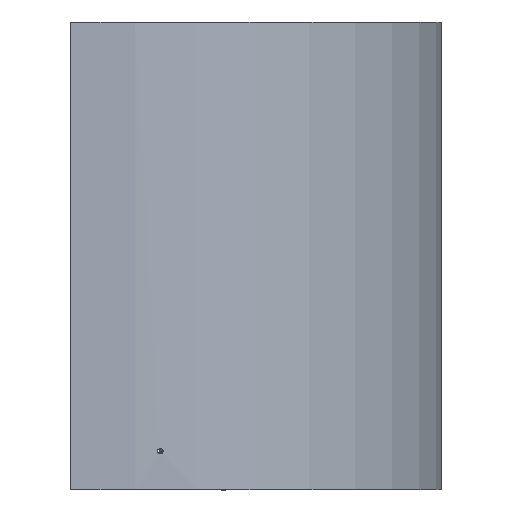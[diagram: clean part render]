
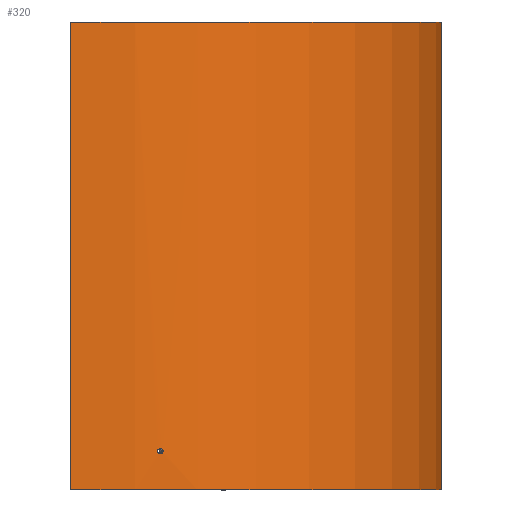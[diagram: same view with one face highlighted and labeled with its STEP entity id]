
A CAD part, front view. The second image highlights one B-rep face of the part: STEP entity #320.
In plain terms, the highlighted cylindrical face has radius 334 mm (diameter 668 mm), a partial arc.
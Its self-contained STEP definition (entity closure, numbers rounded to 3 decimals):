
#12 = ORIENTED_EDGE ( 'NONE', *, *, #272, .T. ) ;
#13 = ORIENTED_EDGE ( 'NONE', *, *, #284, .T. ) ;
#18 = ORIENTED_EDGE ( 'NONE', *, *, #286, .T. ) ;
#19 = ORIENTED_EDGE ( 'NONE', *, *, #282, .T. ) ;
#30 = VERTEX_POINT ( 'NONE', #913 ) ;
#32 = VERTEX_POINT ( 'NONE', #889 ) ;
#33 = VERTEX_POINT ( 'NONE', #897 ) ;
#40 = VERTEX_POINT ( 'NONE', #866 ) ;
#69 = ORIENTED_EDGE ( 'NONE', *, *, #283, .T. ) ;
#81 = ORIENTED_EDGE ( 'NONE', *, *, #285, .T. ) ;
#92 = AXIS2_PLACEMENT_3D ( 'NONE', #225, #222, #226 ) ;
#105 = AXIS2_PLACEMENT_3D ( 'NONE', #660, #659, #658 ) ;
#106 = AXIS2_PLACEMENT_3D ( 'NONE', #666, #665, #663 ) ;
#117 = B_SPLINE_CURVE_WITH_KNOTS ( 'NONE', 3,
 ( #804, #805, #843, #803, #802, #801, #800, #798, #797, #796, #794, #793, #792, #790, #789, #788, #787, #786, #785, #784, #783, #782 ),
 .UNSPECIFIED., .F., .F.,
 ( 4, 2, 2, 2, 2, 2, 2, 2, 2, 2, 4 ),
 ( 0.5, 0.562, 0.594, 0.625, 0.656, 0.687, 0.75, 0.812, 0.875, 0.938, 1. ),
 .UNSPECIFIED. ) ;
#125 = B_SPLINE_CURVE_WITH_KNOTS ( 'NONE', 3,
 ( #698, #697, #690, #689, #688, #686, #685, #684, #683, #682, #681, #680, #679, #678, #677, #676, #675, #674, #673, #672, #671, #670 ),
 .UNSPECIFIED., .F., .F.,
 ( 4, 2, 2, 2, 2, 2, 2, 2, 2, 2, 4 ),
 ( 0., 0.062, 0.094, 0.125, 0.156, 0.188, 0.25, 0.312, 0.375, 0.438, 0.5 ),
 .UNSPECIFIED. ) ;
#176 = CARTESIAN_POINT ( 'NONE',  ( -30.554, -2.115, 5.519 ) ) ;
#217 = CARTESIAN_POINT ( 'NONE',  ( -30.554, -2.115, 0.519 ) ) ;
#222 = DIRECTION ( 'NONE',  ( 0., 0., 1. ) ) ;
#225 = CARTESIAN_POINT ( 'NONE',  ( -111.212, 322., -803.618 ) ) ;
#226 = DIRECTION ( 'NONE',  ( 1., 0., 0. ) ) ;
#272 = EDGE_CURVE ( 'NONE', #464, #453, #117, .T. ) ;
#282 = EDGE_CURVE ( 'NONE', #453, #464, #125, .T. ) ;
#283 = EDGE_CURVE ( 'NONE', #40, #33, #399, .T. ) ;
#284 = EDGE_CURVE ( 'NONE', #33, #32, #403, .T. ) ;
#285 = EDGE_CURVE ( 'NONE', #32, #30, #397, .T. ) ;
#286 = EDGE_CURVE ( 'NONE', #30, #40, #395, .T. ) ;
#320 = ADVANCED_FACE ( 'NONE', ( #343, #335 ), #333, .T. ) ;
#333 = CYLINDRICAL_SURFACE ( 'NONE', #92, 334. ) ;
#335 = FACE_OUTER_BOUND ( 'NONE', #401, .T. ) ;
#343 = FACE_BOUND ( 'NONE', #455, .T. ) ;
#392 = VECTOR ( 'NONE', #669, 1000. ) ;
#395 = LINE ( 'NONE', #668, #392 ) ;
#396 = VECTOR ( 'NONE', #691, 1000. ) ;
#397 = CIRCLE ( 'NONE', #105, 334. ) ;
#399 = CIRCLE ( 'NONE', #106, 334. ) ;
#401 = EDGE_LOOP ( 'NONE', ( #69, #13, #81, #18 ) ) ;
#403 = LINE ( 'NONE', #667, #396 ) ;
#453 = VERTEX_POINT ( 'NONE', #217 ) ;
#455 = EDGE_LOOP ( 'NONE', ( #19, #12 ) ) ;
#464 = VERTEX_POINT ( 'NONE', #176 ) ;
#658 = DIRECTION ( 'NONE',  ( 0., 1., 0. ) ) ;
#659 = DIRECTION ( 'NONE',  ( 0., 0., -1. ) ) ;
#660 = CARTESIAN_POINT ( 'NONE',  ( -111.212, 322., 390.019 ) ) ;
#663 = DIRECTION ( 'NONE',  ( 1., 0., 0. ) ) ;
#665 = DIRECTION ( 'NONE',  ( 0., 0., 1. ) ) ;
#666 = CARTESIAN_POINT ( 'NONE',  ( -111.212, 322., -31.981 ) ) ;
#667 = CARTESIAN_POINT ( 'NONE',  ( 222.788, 322., -803.618 ) ) ;
#668 = CARTESIAN_POINT ( 'NONE',  ( -111.212, -12., 0. ) ) ;
#669 = DIRECTION ( 'NONE',  ( 0., 0., -1. ) ) ;
#670 = CARTESIAN_POINT ( 'NONE',  ( -30.554, -2.115, 5.519 ) ) ;
#671 = CARTESIAN_POINT ( 'NONE',  ( -30.879, -2.195, 5.519 ) ) ;
#672 = CARTESIAN_POINT ( 'NONE',  ( -31.192, -2.273, 5.456 ) ) ;
#673 = CARTESIAN_POINT ( 'NONE',  ( -31.793, -2.421, 5.207 ) ) ;
#674 = CARTESIAN_POINT ( 'NONE',  ( -32.062, -2.486, 5.027 ) ) ;
#675 = CARTESIAN_POINT ( 'NONE',  ( -32.526, -2.599, 4.562 ) ) ;
#676 = CARTESIAN_POINT ( 'NONE',  ( -32.708, -2.643, 4.29 ) ) ;
#677 = CARTESIAN_POINT ( 'NONE',  ( -32.962, -2.704, 3.676 ) ) ;
#678 = CARTESIAN_POINT ( 'NONE',  ( -33.027, -2.72, 3.353 ) ) ;
#679 = CARTESIAN_POINT ( 'NONE',  ( -33.027, -2.72, 2.684 ) ) ;
#680 = CARTESIAN_POINT ( 'NONE',  ( -32.963, -2.705, 2.363 ) ) ;
#681 = CARTESIAN_POINT ( 'NONE',  ( -32.771, -2.658, 1.9 ) ) ;
#682 = CARTESIAN_POINT ( 'NONE',  ( -32.695, -2.64, 1.757 ) ) ;
#683 = CARTESIAN_POINT ( 'NONE',  ( -32.515, -2.596, 1.486 ) ) ;
#684 = CARTESIAN_POINT ( 'NONE',  ( -32.411, -2.571, 1.36 ) ) ;
#685 = CARTESIAN_POINT ( 'NONE',  ( -32.177, -2.514, 1.126 ) ) ;
#686 = CARTESIAN_POINT ( 'NONE',  ( -32.053, -2.484, 1.024 ) ) ;
#688 = CARTESIAN_POINT ( 'NONE',  ( -31.786, -2.419, 0.845 ) ) ;
#689 = CARTESIAN_POINT ( 'NONE',  ( -31.644, -2.384, 0.769 ) ) ;
#690 = CARTESIAN_POINT ( 'NONE',  ( -31.19, -2.272, 0.581 ) ) ;
#691 = DIRECTION ( 'NONE',  ( 0., 0., 1. ) ) ;
#697 = CARTESIAN_POINT ( 'NONE',  ( -30.879, -2.195, 0.519 ) ) ;
#698 = CARTESIAN_POINT ( 'NONE',  ( -30.554, -2.115, 0.519 ) ) ;
#782 = CARTESIAN_POINT ( 'NONE',  ( -30.554, -2.115, 0.519 ) ) ;
#783 = CARTESIAN_POINT ( 'NONE',  ( -30.229, -2.034, 0.519 ) ) ;
#784 = CARTESIAN_POINT ( 'NONE',  ( -29.916, -1.955, 0.581 ) ) ;
#785 = CARTESIAN_POINT ( 'NONE',  ( -29.316, -1.804, 0.831 ) ) ;
#786 = CARTESIAN_POINT ( 'NONE',  ( -29.048, -1.736, 1.01 ) ) ;
#787 = CARTESIAN_POINT ( 'NONE',  ( -28.585, -1.618, 1.476 ) ) ;
#788 = CARTESIAN_POINT ( 'NONE',  ( -28.403, -1.572, 1.748 ) ) ;
#789 = CARTESIAN_POINT ( 'NONE',  ( -28.15, -1.507, 2.362 ) ) ;
#790 = CARTESIAN_POINT ( 'NONE',  ( -28.086, -1.49, 2.684 ) ) ;
#792 = CARTESIAN_POINT ( 'NONE',  ( -28.086, -1.49, 3.354 ) ) ;
#793 = CARTESIAN_POINT ( 'NONE',  ( -28.15, -1.507, 3.674 ) ) ;
#794 = CARTESIAN_POINT ( 'NONE',  ( -28.34, -1.556, 4.137 ) ) ;
#796 = CARTESIAN_POINT ( 'NONE',  ( -28.417, -1.575, 4.281 ) ) ;
#797 = CARTESIAN_POINT ( 'NONE',  ( -28.596, -1.621, 4.551 ) ) ;
#798 = CARTESIAN_POINT ( 'NONE',  ( -28.7, -1.648, 4.677 ) ) ;
#800 = CARTESIAN_POINT ( 'NONE',  ( -28.933, -1.707, 4.912 ) ) ;
#801 = CARTESIAN_POINT ( 'NONE',  ( -29.057, -1.738, 5.014 ) ) ;
#802 = CARTESIAN_POINT ( 'NONE',  ( -29.323, -1.806, 5.193 ) ) ;
#803 = CARTESIAN_POINT ( 'NONE',  ( -29.465, -1.842, 5.269 ) ) ;
#804 = CARTESIAN_POINT ( 'NONE',  ( -30.554, -2.115, 5.519 ) ) ;
#805 = CARTESIAN_POINT ( 'NONE',  ( -30.229, -2.034, 5.519 ) ) ;
#843 = CARTESIAN_POINT ( 'NONE',  ( -29.918, -1.956, 5.457 ) ) ;
#866 = CARTESIAN_POINT ( 'NONE',  ( -111.212, -12., -31.981 ) ) ;
#889 = CARTESIAN_POINT ( 'NONE',  ( 222.788, 322., 390.019 ) ) ;
#897 = CARTESIAN_POINT ( 'NONE',  ( 222.788, 322., -31.981 ) ) ;
#913 = CARTESIAN_POINT ( 'NONE',  ( -111.212, -12., 390.019 ) ) ;
